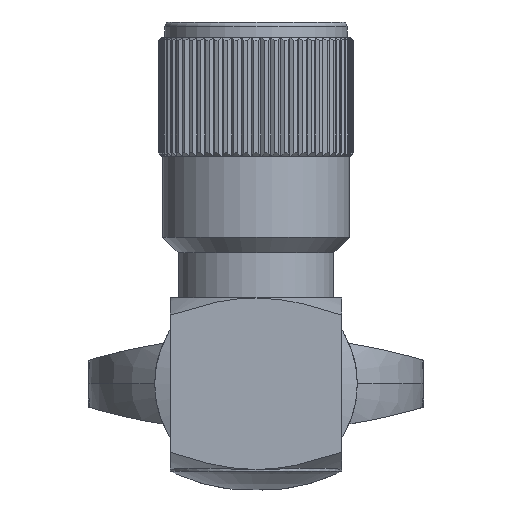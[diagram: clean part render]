
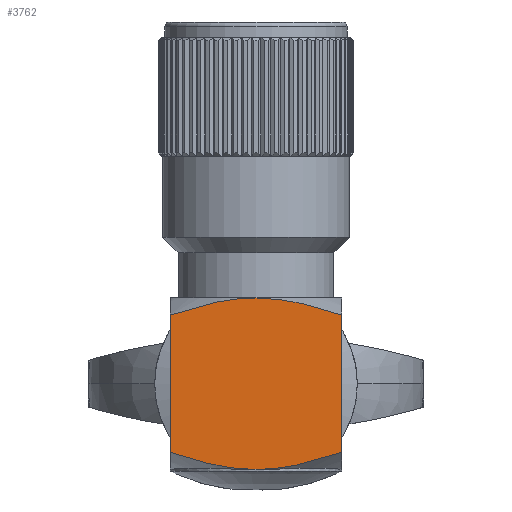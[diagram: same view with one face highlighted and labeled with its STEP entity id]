
A CAD part, front view. The second image highlights one B-rep face of the part: STEP entity #3762.
In plain terms, the highlighted planar face has unit normal (0, -1, 0).
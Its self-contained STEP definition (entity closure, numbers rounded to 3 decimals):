
#43 = B_SPLINE_CURVE_WITH_KNOTS ( 'NONE', 3,
 ( #6830, #8081, #9325, #1863, #10534, #3107, #11749, #4345, #12909, #5603 ),
 .UNSPECIFIED., .F., .F.,
 ( 4, 2, 2, 2, 4 ),
 ( 0., 0.25, 0.375, 0.438, 0.498 ),
 .UNSPECIFIED. ) ;
#230 = CARTESIAN_POINT ( 'NONE',  ( 5.5, -39.3, 4.4 ) ) ;
#335 = CARTESIAN_POINT ( 'NONE',  ( -0.001, -39.3, 5.5 ) ) ;
#408 = LINE ( 'NONE', #13429, #7058 ) ;
#513 = B_SPLINE_CURVE_WITH_KNOTS ( 'NONE', 3,
 ( #2880, #10330, #12696, #5382, #13867, #6656, #15015, #7915 ),
 .UNSPECIFIED., .F., .F.,
 ( 4, 2, 2, 4 ),
 ( 0.498, 0.5, 0.75, 1. ),
 .UNSPECIFIED. ) ;
#1150 = CARTESIAN_POINT ( 'NONE',  ( 1.891, -39.3, -5.374 ) ) ;
#1222 = B_SPLINE_CURVE_WITH_KNOTS ( 'NONE', 3,
 ( #10237, #11449, #4042, #12610, #5286, #13779, #6565, #14928, #7824, #335 ),
 .UNSPECIFIED., .F., .F.,
 ( 4, 2, 2, 2, 4 ),
 ( 0., 0.25, 0.375, 0.438, 0.498 ),
 .UNSPECIFIED. ) ;
#1863 = CARTESIAN_POINT ( 'NONE',  ( -2.33, -39.3, -5.278 ) ) ;
#1961 = VERTEX_POINT ( 'NONE', #7242 ) ;
#2067 = EDGE_CURVE ( 'NONE', #11432, #7674, #8791, .T. ) ;
#2412 = CARTESIAN_POINT ( 'NONE',  ( 4.609, -39.3, -4.704 ) ) ;
#2644 = DIRECTION ( 'NONE',  ( 0., 1., 0. ) ) ;
#2691 = DIRECTION ( 'NONE',  ( 0., 0., 1. ) ) ;
#2749 = PLANE ( 'NONE',  #11970 ) ;
#2880 = CARTESIAN_POINT ( 'NONE',  ( -0.001, -39.3, 5.5 ) ) ;
#3080 = VERTEX_POINT ( 'NONE', #14663 ) ;
#3107 = CARTESIAN_POINT ( 'NONE',  ( -1.167, -39.3, -5.442 ) ) ;
#3762 = ADVANCED_FACE ( 'NONE', ( #15475 ), #2749, .F. ) ;
#4042 = CARTESIAN_POINT ( 'NONE',  ( 3.705, -39.3, 4.978 ) ) ;
#4345 = CARTESIAN_POINT ( 'NONE',  ( -0.464, -39.3, -5.492 ) ) ;
#4677 = CARTESIAN_POINT ( 'NONE',  ( -5.5, -39.3, 4.4 ) ) ;
#4848 = CARTESIAN_POINT ( 'NONE',  ( 0.006, -39.3, -5.499 ) ) ;
#5286 = CARTESIAN_POINT ( 'NONE',  ( 1.868, -39.3, 5.359 ) ) ;
#5382 = CARTESIAN_POINT ( 'NONE',  ( -0.966, -39.3, 5.498 ) ) ;
#5422 = DIRECTION ( 'NONE',  ( 0., 0., 1. ) ) ;
#5449 = VECTOR ( 'NONE', #5422, 1000. ) ;
#5456 = VERTEX_POINT ( 'NONE', #4677 ) ;
#5460 = ORIENTED_EDGE ( 'NONE', *, *, #7549, .T. ) ;
#5603 = CARTESIAN_POINT ( 'NONE',  ( 0.001, -39.299, -5.5 ) ) ;
#5664 = EDGE_CURVE ( 'NONE', #7674, #1961, #1222, .T. ) ;
#5810 = EDGE_CURVE ( 'NONE', #3080, #6417, #43, .T. ) ;
#5906 = CARTESIAN_POINT ( 'NONE',  ( 5.5, -39.3, -4.4 ) ) ;
#6184 = DIRECTION ( 'NONE',  ( 0., 0., -1. ) ) ;
#6417 = VERTEX_POINT ( 'NONE', #14034 ) ;
#6565 = CARTESIAN_POINT ( 'NONE',  ( 0.931, -39.3, 5.464 ) ) ;
#6656 = CARTESIAN_POINT ( 'NONE',  ( -3.712, -39.3, 4.975 ) ) ;
#6830 = CARTESIAN_POINT ( 'NONE',  ( -5.5, -39.3, -4.4 ) ) ;
#6895 = ORIENTED_EDGE ( 'NONE', *, *, #9335, .T. ) ;
#7058 = VECTOR ( 'NONE', #6184, 1000. ) ;
#7094 = EDGE_LOOP ( 'NONE', ( #8042, #5460, #8019, #14669, #6895, #11198 ) ) ;
#7242 = CARTESIAN_POINT ( 'NONE',  ( -0.001, -39.3, 5.5 ) ) ;
#7549 = EDGE_CURVE ( 'NONE', #6417, #11432, #13040, .T. ) ;
#7674 = VERTEX_POINT ( 'NONE', #230 ) ;
#7824 = CARTESIAN_POINT ( 'NONE',  ( 0.231, -39.3, 5.499 ) ) ;
#7915 = CARTESIAN_POINT ( 'NONE',  ( -5.5, -39.3, 4.4 ) ) ;
#8019 = ORIENTED_EDGE ( 'NONE', *, *, #2067, .T. ) ;
#8042 = ORIENTED_EDGE ( 'NONE', *, *, #5810, .T. ) ;
#8081 = CARTESIAN_POINT ( 'NONE',  ( -4.606, -39.3, -4.705 ) ) ;
#8619 = CARTESIAN_POINT ( 'NONE',  ( 5.5, -39.3, -4.4 ) ) ;
#8646 = CARTESIAN_POINT ( 'NONE',  ( 0.966, -39.3, -5.498 ) ) ;
#8791 = LINE ( 'NONE', #5906, #5449 ) ;
#9325 = CARTESIAN_POINT ( 'NONE',  ( -3.705, -39.3, -4.978 ) ) ;
#9335 = EDGE_CURVE ( 'NONE', #1961, #5456, #513, .T. ) ;
#9387 = CARTESIAN_POINT ( 'NONE',  ( 0.018, -39.3, -5.499 ) ) ;
#9871 = CARTESIAN_POINT ( 'NONE',  ( 3.712, -39.3, -4.975 ) ) ;
#10237 = CARTESIAN_POINT ( 'NONE',  ( 5.5, -39.3, 4.4 ) ) ;
#10330 = CARTESIAN_POINT ( 'NONE',  ( -0.006, -39.3, 5.499 ) ) ;
#10534 = CARTESIAN_POINT ( 'NONE',  ( -1.868, -39.3, -5.359 ) ) ;
#10717 = EDGE_CURVE ( 'NONE', #5456, #3080, #408, .T. ) ;
#11079 = CARTESIAN_POINT ( 'NONE',  ( 5.5, -39.3, -4.4 ) ) ;
#11198 = ORIENTED_EDGE ( 'NONE', *, *, #10717, .T. ) ;
#11432 = VERTEX_POINT ( 'NONE', #8619 ) ;
#11449 = CARTESIAN_POINT ( 'NONE',  ( 4.606, -39.3, 4.705 ) ) ;
#11749 = CARTESIAN_POINT ( 'NONE',  ( -0.931, -39.3, -5.464 ) ) ;
#11970 = AXIS2_PLACEMENT_3D ( 'NONE', #9387, #2644, #2691 ) ;
#12610 = CARTESIAN_POINT ( 'NONE',  ( 2.33, -39.3, 5.278 ) ) ;
#12696 = CARTESIAN_POINT ( 'NONE',  ( -0.012, -39.3, 5.499 ) ) ;
#12909 = CARTESIAN_POINT ( 'NONE',  ( -0.231, -39.3, -5.499 ) ) ;
#13040 = B_SPLINE_CURVE_WITH_KNOTS ( 'NONE', 3,
 ( #13383, #4848, #15697, #8646, #1150, #9871, #2412, #11079 ),
 .UNSPECIFIED., .F., .F.,
 ( 4, 2, 2, 4 ),
 ( 0.498, 0.5, 0.75, 1. ),
 .UNSPECIFIED. ) ;
#13383 = CARTESIAN_POINT ( 'NONE',  ( 0.001, -39.299, -5.5 ) ) ;
#13429 = CARTESIAN_POINT ( 'NONE',  ( -5.5, -39.3, 4.4 ) ) ;
#13779 = CARTESIAN_POINT ( 'NONE',  ( 1.167, -39.3, 5.442 ) ) ;
#13867 = CARTESIAN_POINT ( 'NONE',  ( -1.891, -39.3, 5.374 ) ) ;
#14034 = CARTESIAN_POINT ( 'NONE',  ( 0.001, -39.299, -5.5 ) ) ;
#14663 = CARTESIAN_POINT ( 'NONE',  ( -5.5, -39.3, -4.4 ) ) ;
#14669 = ORIENTED_EDGE ( 'NONE', *, *, #5664, .T. ) ;
#14928 = CARTESIAN_POINT ( 'NONE',  ( 0.464, -39.3, 5.492 ) ) ;
#15015 = CARTESIAN_POINT ( 'NONE',  ( -4.609, -39.3, 4.704 ) ) ;
#15475 = FACE_OUTER_BOUND ( 'NONE', #7094, .T. ) ;
#15697 = CARTESIAN_POINT ( 'NONE',  ( 0.012, -39.3, -5.499 ) ) ;
